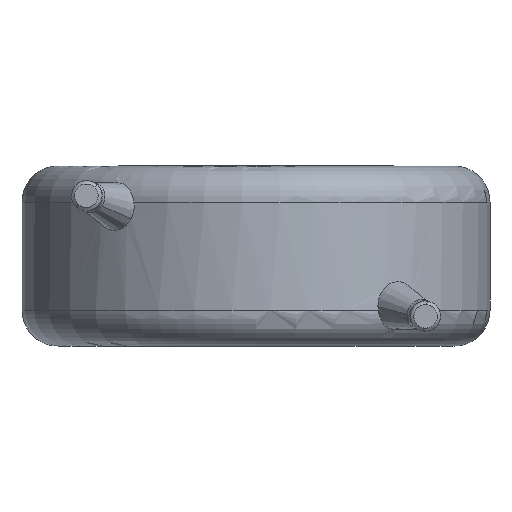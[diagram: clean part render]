
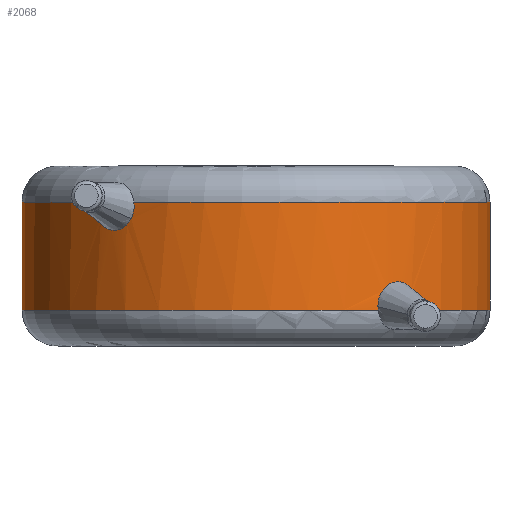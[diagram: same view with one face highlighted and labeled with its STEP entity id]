
A CAD part, front view. The second image highlights one B-rep face of the part: STEP entity #2068.
In plain terms, the highlighted cylindrical face has radius 6.5 mm (diameter 13 mm), a partial arc.
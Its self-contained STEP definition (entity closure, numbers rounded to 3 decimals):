
#47 = ORIENTED_EDGE ( 'NONE', *, *, #3224, .T. ) ;
#70 = CARTESIAN_POINT ( 'NONE',  ( 3.387, -5.548, 1.1 ) ) ;
#193 = CIRCLE ( 'NONE', #978, 6.5 ) ;
#195 = CARTESIAN_POINT ( 'NONE',  ( -3.398, -5.542, 3.671 ) ) ;
#242 = CARTESIAN_POINT ( 'NONE',  ( 4.342, -4.837, 1.541 ) ) ;
#246 = VERTEX_POINT ( 'NONE', #2346 ) ;
#257 = CARTESIAN_POINT ( 'NONE',  ( 4.379, -4.804, 1.466 ) ) ;
#280 = CARTESIAN_POINT ( 'NONE',  ( -4.326, -4.852, 3.414 ) ) ;
#317 = CARTESIAN_POINT ( 'NONE',  ( -3.643, -5.385, 3.299 ) ) ;
#328 = CARTESIAN_POINT ( 'NONE',  ( -4.434, -4.753, 3.687 ) ) ;
#396 = CARTESIAN_POINT ( 'NONE',  ( 3.391, -5.546, 1.033 ) ) ;
#492 = CARTESIAN_POINT ( 'NONE',  ( 0., 0., 1. ) ) ;
#507 = DIRECTION ( 'NONE',  ( 1., 0., 0. ) ) ;
#532 = DIRECTION ( 'NONE',  ( 0., 0., -1. ) ) ;
#541 = CARTESIAN_POINT ( 'NONE',  ( 4.191, -4.969, 1.712 ) ) ;
#558 = CARTESIAN_POINT ( 'NONE',  ( 0., 0., 1. ) ) ;
#669 = CIRCLE ( 'NONE', #2589, 6.5 ) ;
#673 = CYLINDRICAL_SURFACE ( 'NONE', #3493, 6.5 ) ;
#681 = VERTEX_POINT ( 'NONE', #3245 ) ;
#682 = CIRCLE ( 'NONE', #3169, 6.5 ) ;
#730 = CARTESIAN_POINT ( 'NONE',  ( 6.5, 0., 4. ) ) ;
#756 = EDGE_CURVE ( 'NONE', #246, #766, #4041, .T. ) ;
#766 = VERTEX_POINT ( 'NONE', #4265 ) ;
#846 = CARTESIAN_POINT ( 'NONE',  ( -6.5, 0., 5. ) ) ;
#860 = ORIENTED_EDGE ( 'NONE', *, *, #1599, .T. ) ;
#952 = CARTESIAN_POINT ( 'NONE',  ( -3.535, -5.455, 3.403 ) ) ;
#978 = AXIS2_PLACEMENT_3D ( 'NONE', #558, #2571, #2549 ) ;
#981 = ORIENTED_EDGE ( 'NONE', *, *, #1413, .T. ) ;
#1024 = VERTEX_POINT ( 'NONE', #1815 ) ;
#1071 = EDGE_CURVE ( 'NONE', #766, #4171, #2386, .T. ) ;
#1086 = CARTESIAN_POINT ( 'NONE',  ( 3.396, -5.542, 1. ) ) ;
#1089 = DIRECTION ( 'NONE',  ( 0., 0., -1. ) ) ;
#1096 = EDGE_CURVE ( 'NONE', #4063, #4171, #669, .T. ) ;
#1134 = VERTEX_POINT ( 'NONE', #3738 ) ;
#1202 = CARTESIAN_POINT ( 'NONE',  ( 4.438, -4.749, 1.214 ) ) ;
#1233 = B_SPLINE_CURVE_WITH_KNOTS ( 'NONE', 3,
 ( #3794, #1855, #3474, #1822 ),
 .UNSPECIFIED., .F., .F.,
 ( 4, 4 ),
 ( 0.002, 0.002 ),
 .UNSPECIFIED. ) ;
#1254 = FACE_OUTER_BOUND ( 'NONE', #1699, .T. ) ;
#1339 = CARTESIAN_POINT ( 'NONE',  ( 3.643, -5.385, 1.707 ) ) ;
#1363 = CARTESIAN_POINT ( 'NONE',  ( 4.435, -4.752, 1.126 ) ) ;
#1375 = CARTESIAN_POINT ( 'NONE',  ( 0., 0., 4. ) ) ;
#1413 = EDGE_CURVE ( 'NONE', #2562, #1695, #1233, .T. ) ;
#1477 = CIRCLE ( 'NONE', #3185, 6.5 ) ;
#1517 = EDGE_CURVE ( 'NONE', #681, #1024, #682, .T. ) ;
#1546 = CARTESIAN_POINT ( 'NONE',  ( 3.382, -5.551, 1.275 ) ) ;
#1555 = CARTESIAN_POINT ( 'NONE',  ( 4.427, -4.76, 1.303 ) ) ;
#1599 = EDGE_CURVE ( 'NONE', #3949, #2562, #2690, .T. ) ;
#1668 = ORIENTED_EDGE ( 'NONE', *, *, #2313, .T. ) ;
#1673 = CARTESIAN_POINT ( 'NONE',  ( -3.879, -5.217, 3.198 ) ) ;
#1695 = VERTEX_POINT ( 'NONE', #1946 ) ;
#1699 = EDGE_LOOP ( 'NONE', ( #4150, #2717, #2665, #3247, #1668, #3962, #2861, #2329, #860, #981, #47 ) ) ;
#1815 = CARTESIAN_POINT ( 'NONE',  ( 3.396, -5.542, 1. ) ) ;
#1822 = CARTESIAN_POINT ( 'NONE',  ( 4.423, -4.763, 1. ) ) ;
#1855 = CARTESIAN_POINT ( 'NONE',  ( 4.434, -4.753, 1.084 ) ) ;
#1946 = CARTESIAN_POINT ( 'NONE',  ( 4.423, -4.763, 1. ) ) ;
#2004 = LINE ( 'NONE', #3751, #3950 ) ;
#2009 = CARTESIAN_POINT ( 'NONE',  ( -4.233, -4.935, 3.307 ) ) ;
#2026 = DIRECTION ( 'NONE',  ( 0., 0., -1. ) ) ;
#2068 = ADVANCED_FACE ( 'NONE', ( #1254 ), #673, .T. ) ;
#2149 = CARTESIAN_POINT ( 'NONE',  ( 3.387, -5.548, 1.1 ) ) ;
#2181 = DIRECTION ( 'NONE',  ( 0., 0., -1. ) ) ;
#2184 = DIRECTION ( 'NONE',  ( 1., 0., 0. ) ) ;
#2195 = CARTESIAN_POINT ( 'NONE',  ( -3.468, -5.498, 3.534 ) ) ;
#2313 = EDGE_CURVE ( 'NONE', #246, #3688, #1477, .T. ) ;
#2329 = ORIENTED_EDGE ( 'NONE', *, *, #4054, .T. ) ;
#2335 = CARTESIAN_POINT ( 'NONE',  ( 3.785, -5.287, 1.784 ) ) ;
#2346 = CARTESIAN_POINT ( 'NONE',  ( -4.423, -4.763, 4. ) ) ;
#2386 = B_SPLINE_CURVE_WITH_KNOTS ( 'NONE', 3,
 ( #2195, #195, #3815, #2478 ),
 .UNSPECIFIED., .F., .F.,
 ( 4, 4 ),
 ( 0.002, 0.002 ),
 .UNSPECIFIED. ) ;
#2478 = CARTESIAN_POINT ( 'NONE',  ( -3.396, -5.542, 4. ) ) ;
#2482 = B_SPLINE_CURVE_WITH_KNOTS ( 'NONE', 3,
 ( #1086, #396, #3046, #70 ),
 .UNSPECIFIED., .F., .F.,
 ( 4, 4 ),
 ( 0., 0. ),
 .UNSPECIFIED. ) ;
#2541 = DIRECTION ( 'NONE',  ( -1., 0., 0. ) ) ;
#2549 = DIRECTION ( 'NONE',  ( 1., 0., 0. ) ) ;
#2562 = VERTEX_POINT ( 'NONE', #1363 ) ;
#2571 = DIRECTION ( 'NONE',  ( 0., 0., 1. ) ) ;
#2589 = AXIS2_PLACEMENT_3D ( 'NONE', #3484, #2181, #507 ) ;
#2591 = CARTESIAN_POINT ( 'NONE',  ( -6.5, 0., 4. ) ) ;
#2629 = VECTOR ( 'NONE', #532, 1000. ) ;
#2633 = CARTESIAN_POINT ( 'NONE',  ( 3.387, -5.548, 1.1 ) ) ;
#2637 = CARTESIAN_POINT ( 'NONE',  ( -4.01, -5.118, 3.199 ) ) ;
#2665 = ORIENTED_EDGE ( 'NONE', *, *, #1071, .F. ) ;
#2690 = B_SPLINE_CURVE_WITH_KNOTS ( 'NONE', 3,
 ( #2149, #1546, #3165, #1339, #2335, #4159, #3180, #541, #3540, #242, #257, #1555, #1202, #2823 ),
 .UNSPECIFIED., .F., .F.,
 ( 4, 2, 2, 2, 2, 2, 4 ),
 ( 0., 0.001, 0.001, 0.001, 0.002, 0.002, 0.002 ),
 .UNSPECIFIED. ) ;
#2717 = ORIENTED_EDGE ( 'NONE', *, *, #1096, .T. ) ;
#2755 = EDGE_CURVE ( 'NONE', #3688, #681, #3172, .T. ) ;
#2823 = CARTESIAN_POINT ( 'NONE',  ( 4.435, -4.752, 1.126 ) ) ;
#2861 = ORIENTED_EDGE ( 'NONE', *, *, #1517, .T. ) ;
#2933 = CARTESIAN_POINT ( 'NONE',  ( -3.468, -5.498, 3.534 ) ) ;
#3046 = CARTESIAN_POINT ( 'NONE',  ( 3.388, -5.547, 1.067 ) ) ;
#3165 = CARTESIAN_POINT ( 'NONE',  ( 3.44, -5.517, 1.452 ) ) ;
#3169 = AXIS2_PLACEMENT_3D ( 'NONE', #492, #4129, #2184 ) ;
#3172 = LINE ( 'NONE', #846, #2629 ) ;
#3180 = CARTESIAN_POINT ( 'NONE',  ( 4.065, -5.073, 1.775 ) ) ;
#3185 = AXIS2_PLACEMENT_3D ( 'NONE', #1375, #2026, #3994 ) ;
#3224 = EDGE_CURVE ( 'NONE', #1695, #1134, #193, .T. ) ;
#3245 = CARTESIAN_POINT ( 'NONE',  ( -6.5, 0., 1. ) ) ;
#3247 = ORIENTED_EDGE ( 'NONE', *, *, #756, .F. ) ;
#3326 = CARTESIAN_POINT ( 'NONE',  ( -4.449, -4.739, 3.848 ) ) ;
#3474 = CARTESIAN_POINT ( 'NONE',  ( 4.43, -4.756, 1.041 ) ) ;
#3484 = CARTESIAN_POINT ( 'NONE',  ( 0., 0., 4. ) ) ;
#3493 = AXIS2_PLACEMENT_3D ( 'NONE', #4212, #4185, #2541 ) ;
#3540 = CARTESIAN_POINT ( 'NONE',  ( 4.248, -4.92, 1.663 ) ) ;
#3688 = VERTEX_POINT ( 'NONE', #2591 ) ;
#3738 = CARTESIAN_POINT ( 'NONE',  ( 6.5, 0., 1. ) ) ;
#3751 = CARTESIAN_POINT ( 'NONE',  ( 6.5, 0., 5. ) ) ;
#3794 = CARTESIAN_POINT ( 'NONE',  ( 4.435, -4.752, 1.126 ) ) ;
#3815 = CARTESIAN_POINT ( 'NONE',  ( -3.371, -5.558, 3.84 ) ) ;
#3949 = VERTEX_POINT ( 'NONE', #2633 ) ;
#3950 = VECTOR ( 'NONE', #1089, 1000. ) ;
#3962 = ORIENTED_EDGE ( 'NONE', *, *, #2755, .T. ) ;
#3969 = CARTESIAN_POINT ( 'NONE',  ( -4.423, -4.763, 4. ) ) ;
#3994 = DIRECTION ( 'NONE',  ( 1., 0., 0. ) ) ;
#4041 = B_SPLINE_CURVE_WITH_KNOTS ( 'NONE', 3,
 ( #3969, #3326, #328, #280, #2009, #2637, #1673, #317, #952, #2933 ),
 .UNSPECIFIED., .F., .F.,
 ( 4, 2, 2, 2, 4 ),
 ( 0., 0., 0.001, 0.001, 0.002 ),
 .UNSPECIFIED. ) ;
#4054 = EDGE_CURVE ( 'NONE', #1024, #3949, #2482, .T. ) ;
#4063 = VERTEX_POINT ( 'NONE', #730 ) ;
#4129 = DIRECTION ( 'NONE',  ( 0., 0., 1. ) ) ;
#4148 = CARTESIAN_POINT ( 'NONE',  ( -3.396, -5.542, 4. ) ) ;
#4150 = ORIENTED_EDGE ( 'NONE', *, *, #4195, .F. ) ;
#4159 = CARTESIAN_POINT ( 'NONE',  ( 3.996, -5.128, 1.791 ) ) ;
#4171 = VERTEX_POINT ( 'NONE', #4148 ) ;
#4185 = DIRECTION ( 'NONE',  ( 0., 0., -1. ) ) ;
#4195 = EDGE_CURVE ( 'NONE', #4063, #1134, #2004, .T. ) ;
#4212 = CARTESIAN_POINT ( 'NONE',  ( 0., 0., 5. ) ) ;
#4265 = CARTESIAN_POINT ( 'NONE',  ( -3.468, -5.498, 3.534 ) ) ;
